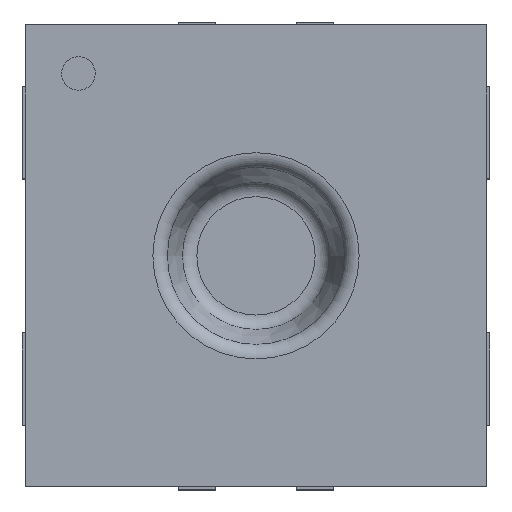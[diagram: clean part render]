
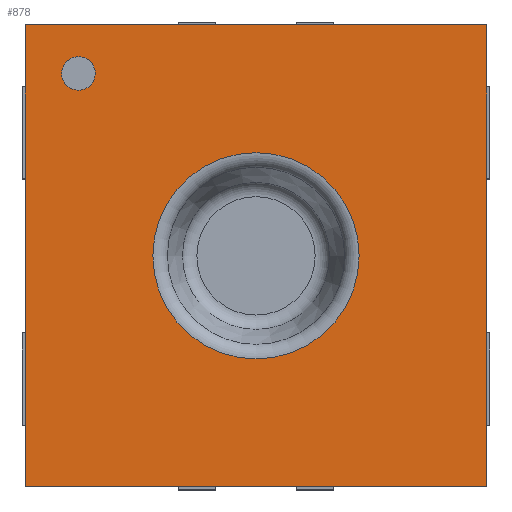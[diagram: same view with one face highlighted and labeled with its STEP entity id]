
A CAD part, top view. The second image highlights one B-rep face of the part: STEP entity #878.
In plain terms, the highlighted planar face has unit normal (0, 0, 1).
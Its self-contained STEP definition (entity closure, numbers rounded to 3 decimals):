
#104=CARTESIAN_POINT('',(0.589,-0.,2.15));
#105=VERTEX_POINT('',#104);
#113=CARTESIAN_POINT('',(0.254,0.,2.15));
#114=DIRECTION('',(-0.,-0.,-1.));
#115=DIRECTION('',(1.,0.,-0.));
#116=AXIS2_PLACEMENT_3D('',#113,#114,#115);
#117=CIRCLE('',#116,0.335);
#118=EDGE_CURVE('',#105,#105,#117,.T.);
#155=CARTESIAN_POINT('',(-0.306,0.644,2.15));
#156=VERTEX_POINT('',#155);
#165=CARTESIAN_POINT('',(-0.268,0.592,2.15));
#166=VERTEX_POINT('',#165);
#167=CARTESIAN_POINT('',(-0.323,0.592,2.15));
#168=DIRECTION('',(0.,0.,1.));
#169=DIRECTION('',(1.,0.,-0.));
#170=AXIS2_PLACEMENT_3D('',#167,#168,#169);
#171=CIRCLE('',#170,0.054);
#172=EDGE_CURVE('',#156,#166,#171,.T.);
#174=CARTESIAN_POINT('',(-0.323,0.592,2.15));
#175=DIRECTION('',(0.,0.,1.));
#176=DIRECTION('',(1.,0.,-0.));
#177=AXIS2_PLACEMENT_3D('',#174,#175,#176);
#178=CIRCLE('',#177,0.054);
#179=EDGE_CURVE('',#166,#156,#178,.T.);
#572=CARTESIAN_POINT('',(-0.496,0.75,2.15));
#573=VERTEX_POINT('',#572);
#580=CARTESIAN_POINT('',(1.004,0.75,2.15));
#581=VERTEX_POINT('',#580);
#582=CARTESIAN_POINT('',(1.004,0.75,2.15));
#583=DIRECTION('',(-1.,-0.,0.));
#584=VECTOR('',#583,1.5);
#585=LINE('',#582,#584);
#586=EDGE_CURVE('',#581,#573,#585,.T.);
#685=CARTESIAN_POINT('',(1.004,-0.75,2.15));
#686=VERTEX_POINT('',#685);
#687=CARTESIAN_POINT('',(1.004,-0.75,2.15));
#688=DIRECTION('',(0.,1.,0.));
#689=VECTOR('',#688,1.5);
#690=LINE('',#687,#689);
#691=EDGE_CURVE('',#686,#581,#690,.T.);
#755=CARTESIAN_POINT('',(-0.496,-0.75,2.15));
#756=VERTEX_POINT('',#755);
#763=CARTESIAN_POINT('',(-0.496,0.75,2.15));
#764=DIRECTION('',(-0.,-1.,-0.));
#765=VECTOR('',#764,1.5);
#766=LINE('',#763,#765);
#767=EDGE_CURVE('',#573,#756,#766,.T.);
#849=CARTESIAN_POINT('',(-0.496,-0.75,2.15));
#850=DIRECTION('',(1.,0.,-0.));
#851=VECTOR('',#850,1.5);
#852=LINE('',#849,#851);
#853=EDGE_CURVE('',#756,#686,#852,.T.);
#860=CARTESIAN_POINT('',(0.254,0.,2.15));
#861=DIRECTION('',(0.,0.,1.));
#862=DIRECTION('',(1.,0.,0.));
#863=AXIS2_PLACEMENT_3D('',#860,#861,#862);
#864=PLANE('',#863);
#865=ORIENTED_EDGE('',*,*,#118,.T.);
#866=EDGE_LOOP('',(#865));
#867=FACE_BOUND('',#866,.T.);
#868=ORIENTED_EDGE('',*,*,#172,.F.);
#869=ORIENTED_EDGE('',*,*,#179,.F.);
#870=EDGE_LOOP('',(#868,#869));
#871=FACE_BOUND('',#870,.T.);
#872=ORIENTED_EDGE('',*,*,#691,.T.);
#873=ORIENTED_EDGE('',*,*,#586,.T.);
#874=ORIENTED_EDGE('',*,*,#767,.T.);
#875=ORIENTED_EDGE('',*,*,#853,.T.);
#876=EDGE_LOOP('',(#872,#873,#874,#875));
#877=FACE_BOUND('',#876,.T.);
#878=ADVANCED_FACE('',(#867,#871,#877),#864,.T.);
